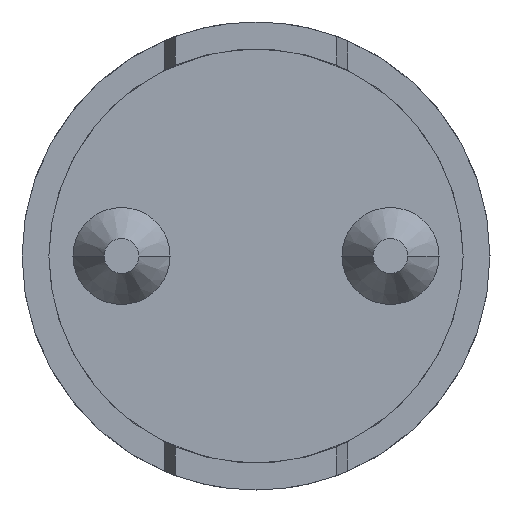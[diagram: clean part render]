
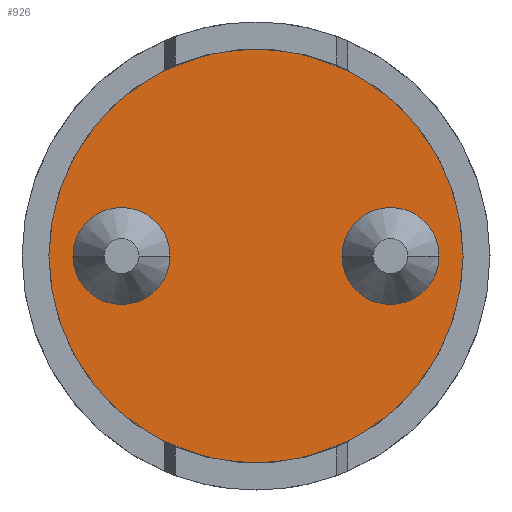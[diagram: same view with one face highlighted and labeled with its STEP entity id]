
A CAD part, front view. The second image highlights one B-rep face of the part: STEP entity #926.
In plain terms, the highlighted planar face has unit normal (0, -1, 0).
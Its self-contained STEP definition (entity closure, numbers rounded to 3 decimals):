
#24 = DIRECTION ( 'NONE',  ( 1., 0., 0. ) ) ;
#54 = DIRECTION ( 'NONE',  ( 1., 0., 0. ) ) ;
#83 = AXIS2_PLACEMENT_3D ( 'NONE', #959, #964, #351 ) ;
#187 = CARTESIAN_POINT ( 'NONE',  ( -3.85, 1., 0. ) ) ;
#224 = EDGE_CURVE ( 'NONE', #575, #1301, #713, .T. ) ;
#334 = DIRECTION ( 'NONE',  ( 0., -1., 0. ) ) ;
#351 = DIRECTION ( 'NONE',  ( 1., 0., 0. ) ) ;
#361 = CARTESIAN_POINT ( 'NONE',  ( 0., 1., 0. ) ) ;
#458 = ORIENTED_EDGE ( 'NONE', *, *, #224, .T. ) ;
#461 = DIRECTION ( 'NONE',  ( 0., -1., 0. ) ) ;
#575 = VERTEX_POINT ( 'NONE', #187 ) ;
#630 = AXIS2_PLACEMENT_3D ( 'NONE', #1227, #334, #24 ) ;
#696 = CARTESIAN_POINT ( 'NONE',  ( 3.85, 1., 0. ) ) ;
#713 = CIRCLE ( 'NONE', #630, 3.85 ) ;
#797 = FACE_OUTER_BOUND ( 'NONE', #1115, .T. ) ;
#845 = ORIENTED_EDGE ( 'NONE', *, *, #878, .T. ) ;
#862 = AXIS2_PLACEMENT_3D ( 'NONE', #361, #461, #54 ) ;
#878 = EDGE_CURVE ( 'NONE', #1301, #575, #1309, .T. ) ;
#926 = ADVANCED_FACE ( 'NONE', ( #797 ), #970, .T. ) ;
#959 = CARTESIAN_POINT ( 'NONE',  ( 0., 1., 0. ) ) ;
#964 = DIRECTION ( 'NONE',  ( 0., -1., 0. ) ) ;
#970 = PLANE ( 'NONE',  #862 ) ;
#1115 = EDGE_LOOP ( 'NONE', ( #845, #458 ) ) ;
#1227 = CARTESIAN_POINT ( 'NONE',  ( 0., 1., 0. ) ) ;
#1301 = VERTEX_POINT ( 'NONE', #696 ) ;
#1309 = CIRCLE ( 'NONE', #83, 3.85 ) ;
